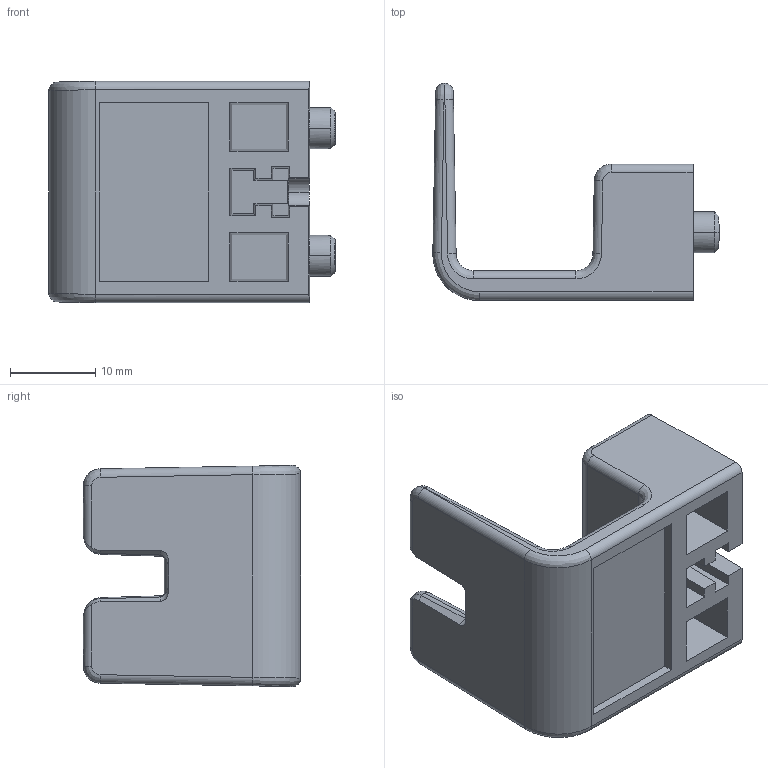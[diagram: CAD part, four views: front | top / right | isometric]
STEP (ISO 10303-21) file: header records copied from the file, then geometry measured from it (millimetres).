
FILE_DESCRIPTION (( 'STEP AP214' ), '1' );
FILE_NAME ('2050-G.STEP', '2016-07-15T13:59:38', ( '' ), ( '' ), 'SwSTEP 2.0', 'SolidWorks 2015', '' );
FILE_SCHEMA (( 'AUTOMOTIVE_DESIGN' ));
Length unit declared in the file: millimetre
Products named in the file (1): 2050-G
Bounding box: 33.61 x 25.5 x 25.96 mm (x, y, z)
Volume: 5923.3 mm3; surface area: 4928.6 mm2
Topology: 1 solids, 1 shells, 111 faces, 272 edges, 166 vertices
Faces by surface type: plane 52, cylinder 39, bspline 20
Entity records: 4165 total; most frequent: CARTESIAN_POINT 1765, ORIENTED_EDGE 544, DIRECTION 426, EDGE_CURVE 272, LINE 170, VECTOR 170, VERTEX_POINT 166, AXIS2_PLACEMENT_3D 128
